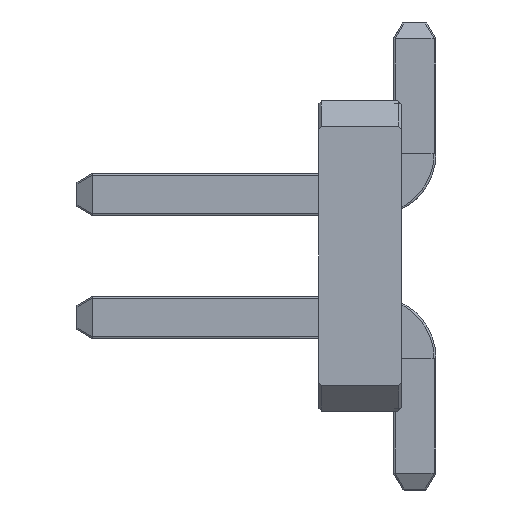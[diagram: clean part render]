
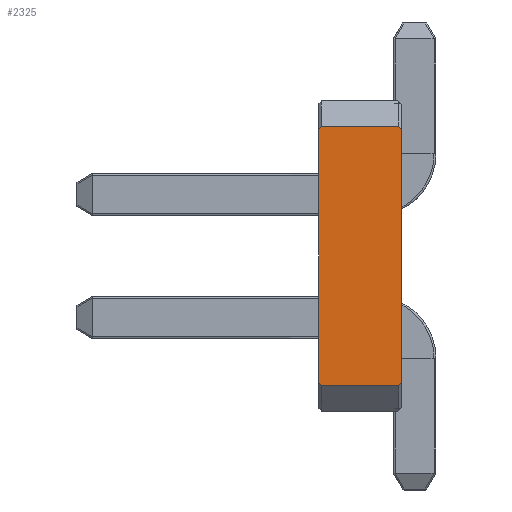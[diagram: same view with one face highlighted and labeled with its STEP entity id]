
A CAD part, left-side view. The second image highlights one B-rep face of the part: STEP entity #2325.
In plain terms, the highlighted planar face has unit normal (-1, 0, 0).
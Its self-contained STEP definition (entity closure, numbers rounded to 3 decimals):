
#81 = VERTEX_POINT ( 'NONE', #2550 ) ;
#179 = VECTOR ( 'NONE', #2843, 1000. ) ;
#219 = LINE ( 'NONE', #3050, #2389 ) ;
#275 = CARTESIAN_POINT ( 'NONE',  ( -0.635, 0.825, -1.34 ) ) ;
#299 = DIRECTION ( 'NONE',  ( 0., 0., 1. ) ) ;
#341 = EDGE_CURVE ( 'NONE', #491, #2393, #219, .T. ) ;
#361 = EDGE_CURVE ( 'NONE', #835, #3289, #1160, .T. ) ;
#380 = LINE ( 'NONE', #609, #1988 ) ;
#389 = CARTESIAN_POINT ( 'NONE',  ( -0.635, 0.025, -1.34 ) ) ;
#403 = LINE ( 'NONE', #1531, #1645 ) ;
#491 = VERTEX_POINT ( 'NONE', #389 ) ;
#516 = ORIENTED_EDGE ( 'NONE', *, *, #1035, .T. ) ;
#527 = CARTESIAN_POINT ( 'NONE',  ( -0.635, 0., -1.34 ) ) ;
#541 = DIRECTION ( 'NONE',  ( 0., -0.577, 0.816 ) ) ;
#542 = ORIENTED_EDGE ( 'NONE', *, *, #2687, .T. ) ;
#563 = DIRECTION ( 'NONE',  ( 0., -1., 0. ) ) ;
#609 = CARTESIAN_POINT ( 'NONE',  ( -0.635, 0.85, -1.34 ) ) ;
#720 = VERTEX_POINT ( 'NONE', #275 ) ;
#835 = VERTEX_POINT ( 'NONE', #2073 ) ;
#861 = CARTESIAN_POINT ( 'NONE',  ( -0.635, 0.85, 1.34 ) ) ;
#989 = VERTEX_POINT ( 'NONE', #1906 ) ;
#1035 = EDGE_CURVE ( 'NONE', #81, #3289, #2538, .T. ) ;
#1095 = LINE ( 'NONE', #1378, #179 ) ;
#1106 = DIRECTION ( 'NONE',  ( 0., -1., 0. ) ) ;
#1160 = LINE ( 'NONE', #861, #2096 ) ;
#1183 = ORIENTED_EDGE ( 'NONE', *, *, #1442, .F. ) ;
#1378 = CARTESIAN_POINT ( 'NONE',  ( -0.635, 1.008, 1.081 ) ) ;
#1384 = CARTESIAN_POINT ( 'NONE',  ( -0.635, 0.85, -1.34 ) ) ;
#1442 = EDGE_CURVE ( 'NONE', #989, #2608, #380, .T. ) ;
#1501 = CARTESIAN_POINT ( 'NONE',  ( -0.635, 0.025, 1.34 ) ) ;
#1524 = DIRECTION ( 'NONE',  ( 0., 0., -1. ) ) ;
#1531 = CARTESIAN_POINT ( 'NONE',  ( -0.635, 1.008, -1.081 ) ) ;
#1645 = VECTOR ( 'NONE', #2645, 1000. ) ;
#1688 = LINE ( 'NONE', #527, #3047 ) ;
#1699 = DIRECTION ( 'NONE',  ( 0., 0., 1. ) ) ;
#1749 = EDGE_CURVE ( 'NONE', #835, #2608, #1095, .T. ) ;
#1777 = ORIENTED_EDGE ( 'NONE', *, *, #1749, .T. ) ;
#1782 = ORIENTED_EDGE ( 'NONE', *, *, #341, .T. ) ;
#1906 = CARTESIAN_POINT ( 'NONE',  ( -0.635, 0.85, -1.305 ) ) ;
#1962 = CARTESIAN_POINT ( 'NONE',  ( -0.635, 0.85, 1.305 ) ) ;
#1974 = EDGE_CURVE ( 'NONE', #989, #720, #403, .T. ) ;
#1988 = VECTOR ( 'NONE', #1699, 1000. ) ;
#2073 = CARTESIAN_POINT ( 'NONE',  ( -0.635, 0.825, 1.34 ) ) ;
#2096 = VECTOR ( 'NONE', #1106, 1000. ) ;
#2239 = EDGE_CURVE ( 'NONE', #2393, #81, #1688, .T. ) ;
#2284 = VECTOR ( 'NONE', #2517, 1000. ) ;
#2310 = DIRECTION ( 'NONE',  ( 1., 0., 0. ) ) ;
#2325 = ADVANCED_FACE ( 'NONE', ( #2854 ), #3484, .F. ) ;
#2389 = VECTOR ( 'NONE', #541, 1000. ) ;
#2393 = VERTEX_POINT ( 'NONE', #3412 ) ;
#2411 = VECTOR ( 'NONE', #563, 1000. ) ;
#2517 = DIRECTION ( 'NONE',  ( 0., 0.577, 0.816 ) ) ;
#2518 = EDGE_LOOP ( 'NONE', ( #1183, #3486, #542, #1782, #3494, #516, #2562, #1777 ) ) ;
#2538 = LINE ( 'NONE', #3061, #2284 ) ;
#2550 = CARTESIAN_POINT ( 'NONE',  ( -0.635, 0., 1.305 ) ) ;
#2562 = ORIENTED_EDGE ( 'NONE', *, *, #361, .F. ) ;
#2608 = VERTEX_POINT ( 'NONE', #1962 ) ;
#2645 = DIRECTION ( 'NONE',  ( 0., -0.577, -0.816 ) ) ;
#2687 = EDGE_CURVE ( 'NONE', #720, #491, #3331, .T. ) ;
#2843 = DIRECTION ( 'NONE',  ( 0., 0.577, -0.816 ) ) ;
#2854 = FACE_OUTER_BOUND ( 'NONE', #2518, .T. ) ;
#3047 = VECTOR ( 'NONE', #299, 1000. ) ;
#3050 = CARTESIAN_POINT ( 'NONE',  ( -0.635, 0.025, -1.34 ) ) ;
#3061 = CARTESIAN_POINT ( 'NONE',  ( -0.635, 0.025, 1.34 ) ) ;
#3145 = CARTESIAN_POINT ( 'NONE',  ( -0.635, 0.85, -1.34 ) ) ;
#3289 = VERTEX_POINT ( 'NONE', #1501 ) ;
#3331 = LINE ( 'NONE', #1384, #2411 ) ;
#3412 = CARTESIAN_POINT ( 'NONE',  ( -0.635, 0., -1.305 ) ) ;
#3484 = PLANE ( 'NONE',  #3521 ) ;
#3486 = ORIENTED_EDGE ( 'NONE', *, *, #1974, .T. ) ;
#3494 = ORIENTED_EDGE ( 'NONE', *, *, #2239, .T. ) ;
#3521 = AXIS2_PLACEMENT_3D ( 'NONE', #3145, #2310, #1524 ) ;
